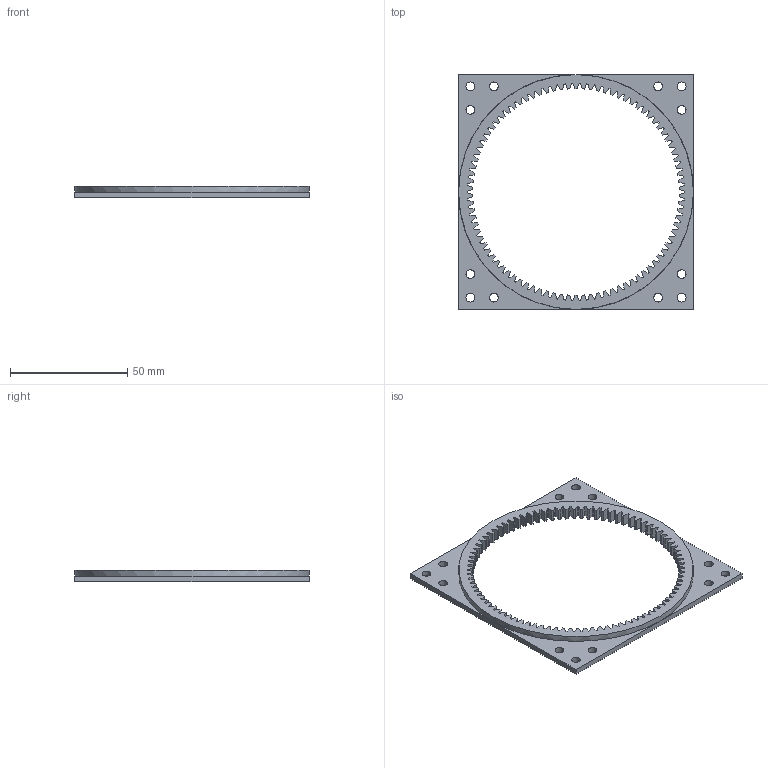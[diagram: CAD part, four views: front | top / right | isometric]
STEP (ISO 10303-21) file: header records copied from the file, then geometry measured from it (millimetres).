
FILE_DESCRIPTION(('Open CASCADE Model'),'2;1');
FILE_NAME('Open CASCADE Shape Model','2026-01-03T19:46:52',('Author'),( 'Open CASCADE'),'Open CASCADE STEP processor 7.8','Open CASCADE 7.8' ,'Unknown');
FILE_SCHEMA(('AUTOMOTIVE_DESIGN { 1 0 10303 214 1 1 1 1 }'));
Length unit declared in the file: millimetre
Products named in the file (1): Open CASCADE STEP translator 7.8 1
Bounding box: 100 x 100 x 5 mm (x, y, z)
Volume: 12424.2 mm3; surface area: 11948.3 mm2
Topology: 1 solids, 1 shells, 473 faces, 1408 edges, 937 vertices
Faces by surface type: bspline 361, cylinder 102, plane 10
Full cylindrical faces by diameter (mm): 3.75 x12
Entity records: 37150 total; most frequent: CARTESIAN_POINT 14600, ORIENTED_EDGE 2816, PCURVE 2816, DEFINITIONAL_REPRESENTATION 2816, B_SPLINE_CURVE_WITH_KNOTS 2350, DIRECTION 2204, LINE 1732, VECTOR 1732
